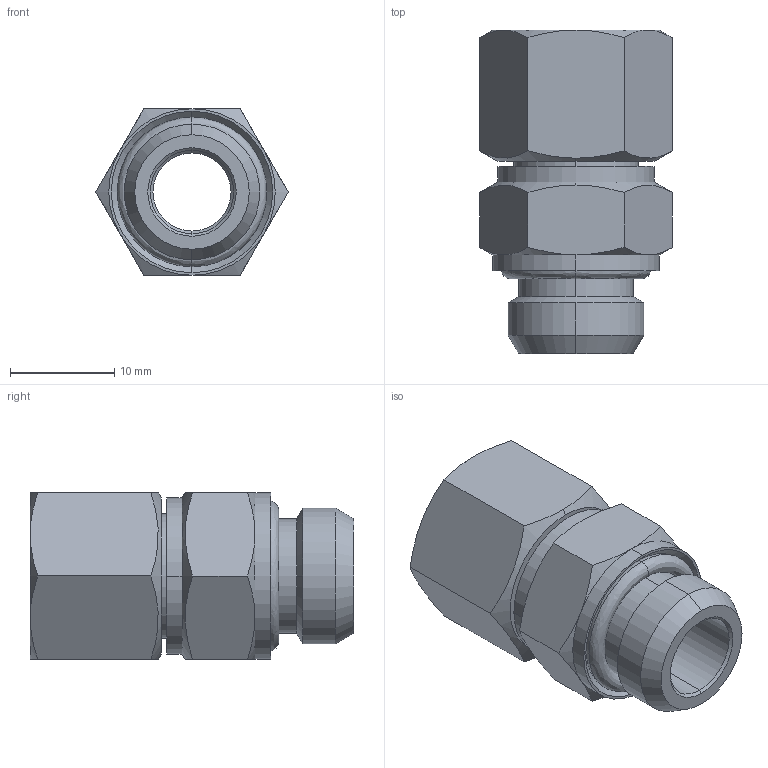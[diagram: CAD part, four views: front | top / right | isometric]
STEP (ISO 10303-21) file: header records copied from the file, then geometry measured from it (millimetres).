
FILE_DESCRIPTION (( 'STEP AP214' ), '1' );
FILE_NAME ('0211500002A.STEP', '2015-10-14T09:52:29', ( '' ), ( '' ), 'SwSTEP 2.0', 'SolidWorks 2015', '' );
FILE_SCHEMA (( 'AUTOMOTIVE_DESIGN' ));
Length unit declared in the file: millimetre
Products named in the file (2): 0211500002A
Bounding box: 18.48 x 31.1 x 16 mm (x, y, z)
Volume: 3829.8 mm3; surface area: 3230.5 mm2
Topology: 2 solids, 2 shells, 80 faces, 178 edges, 106 vertices
Faces by surface type: cone 32, plane 20, cylinder 18, bspline 10
Entity records: 3286 total; most frequent: CARTESIAN_POINT 1522, ORIENTED_EDGE 356, DIRECTION 334, EDGE_CURVE 178, AXIS2_PLACEMENT_3D 142, VERTEX_POINT 106, EDGE_LOOP 88, ADVANCED_FACE 80
